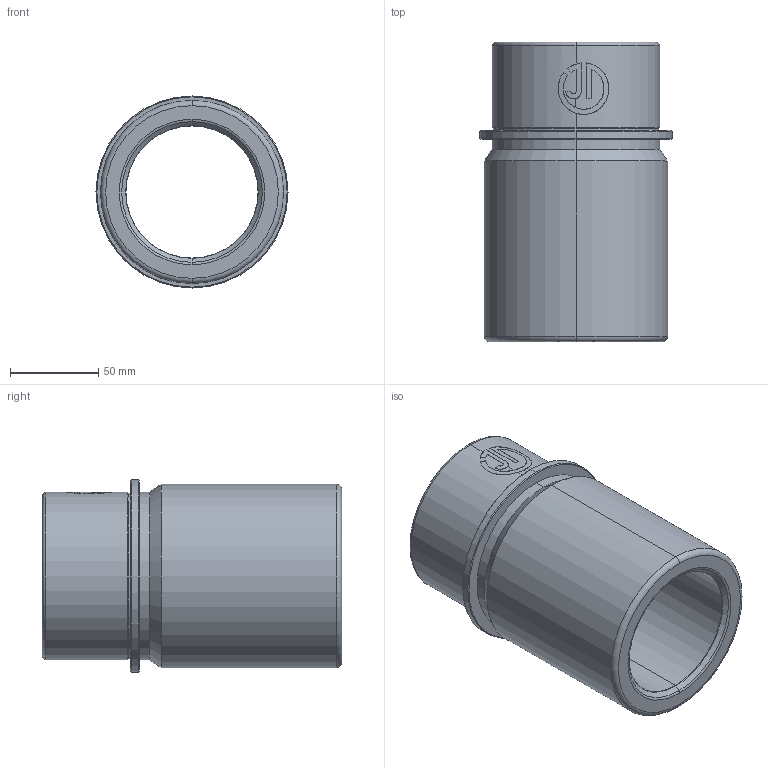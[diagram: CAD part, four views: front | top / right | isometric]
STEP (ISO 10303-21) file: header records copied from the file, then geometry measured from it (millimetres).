
FILE_DESCRIPTION (( 'STEP AP214' ), '1' );
FILE_NAME ('685QM-D63-L170.STEP', '2021-10-28T03:52:58', ( '' ), ( '' ), 'SwSTEP 2.0', 'SolidWorks 2016', '' );
FILE_SCHEMA (( 'AUTOMOTIVE_DESIGN' ));
Length unit declared in the file: millimetre
Products named in the file (2): 685QM-D63-L170
Bounding box: 109 x 170 x 109 mm (x, y, z)
Volume: 611105.5 mm3; surface area: 104299 mm2
Topology: 1 solids, 1 shells, 57 faces, 131 edges, 78 vertices
Faces by surface type: cylinder 15, cone 12, torus 12, plane 10, bspline 8
Entity records: 3292 total; most frequent: CARTESIAN_POINT 1998, ORIENTED_EDGE 262, DIRECTION 259, EDGE_CURVE 131, AXIS2_PLACEMENT_3D 111, VERTEX_POINT 78, EDGE_LOOP 61, CIRCLE 60
